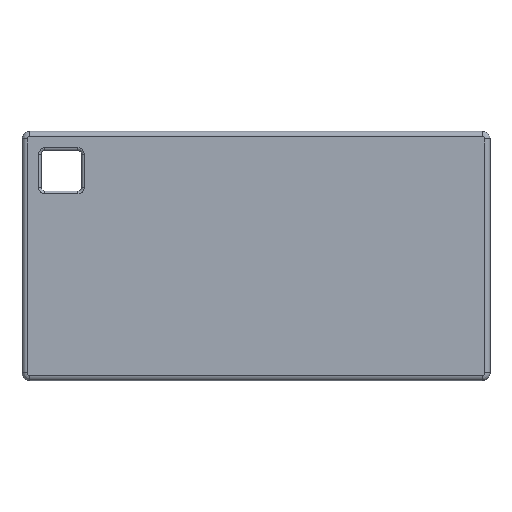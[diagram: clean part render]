
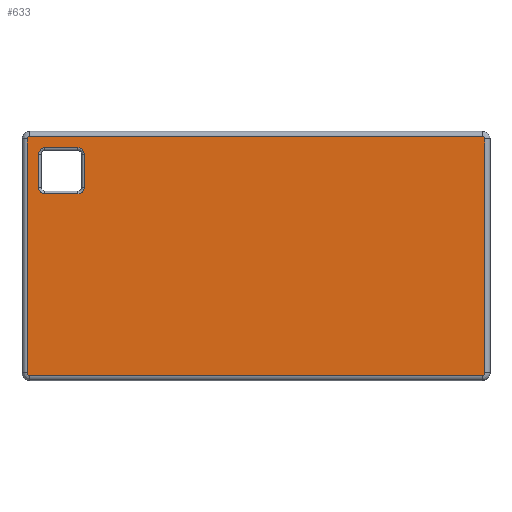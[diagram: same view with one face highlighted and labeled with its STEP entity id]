
A CAD part, top view. The second image highlights one B-rep face of the part: STEP entity #633.
In plain terms, the highlighted planar face has unit normal (0, 0, 1).
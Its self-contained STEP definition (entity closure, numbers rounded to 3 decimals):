
#127 = VERTEX_POINT('',#128);
#128 = CARTESIAN_POINT('',(-33.75,13.5,2.));
#137 = VERTEX_POINT('',#138);
#138 = CARTESIAN_POINT('',(-33.75,20.,2.));
#145 = EDGE_CURVE('',#127,#137,#146,.T.);
#146 = LINE('',#147,#148);
#147 = CARTESIAN_POINT('',(-33.75,13.5,2.));
#148 = VECTOR('',#149,1.);
#149 = DIRECTION('',(0.,1.,0.));
#586 = EDGE_CURVE('',#137,#587,#589,.T.);
#587 = VERTEX_POINT('',#588);
#588 = CARTESIAN_POINT('',(-35.,21.25,2.));
#589 = CIRCLE('',#590,1.25);
#590 = AXIS2_PLACEMENT_3D('',#591,#592,#593);
#591 = CARTESIAN_POINT('',(-35.,20.,2.));
#592 = DIRECTION('',(0.,0.,1.));
#593 = DIRECTION('',(1.,0.,0.));
#612 = VERTEX_POINT('',#613);
#613 = CARTESIAN_POINT('',(-35.,12.25,2.));
#620 = EDGE_CURVE('',#612,#127,#621,.T.);
#621 = CIRCLE('',#622,1.25);
#622 = AXIS2_PLACEMENT_3D('',#623,#624,#625);
#623 = CARTESIAN_POINT('',(-35.,13.5,2.));
#624 = DIRECTION('',(-0.,0.,1.));
#625 = DIRECTION('',(0.,-1.,0.));
#633 = ADVANCED_FACE('',(#634,#679),#749,.T.);
#634 = FACE_BOUND('',#635,.T.);
#635 = EDGE_LOOP('',(#636,#647,#653,#654,#655,#656,#664,#673));
#636 = ORIENTED_EDGE('',*,*,#637,.F.);
#637 = EDGE_CURVE('',#638,#640,#642,.T.);
#638 = VERTEX_POINT('',#639);
#639 = CARTESIAN_POINT('',(-41.5,21.25,2.));
#640 = VERTEX_POINT('',#641);
#641 = CARTESIAN_POINT('',(-42.75,20.,2.));
#642 = CIRCLE('',#643,1.25);
#643 = AXIS2_PLACEMENT_3D('',#644,#645,#646);
#644 = CARTESIAN_POINT('',(-41.5,20.,2.));
#645 = DIRECTION('',(0.,0.,1.));
#646 = DIRECTION('',(0.,1.,0.));
#647 = ORIENTED_EDGE('',*,*,#648,.F.);
#648 = EDGE_CURVE('',#587,#638,#649,.T.);
#649 = LINE('',#650,#651);
#650 = CARTESIAN_POINT('',(-35.,21.25,2.));
#651 = VECTOR('',#652,1.);
#652 = DIRECTION('',(-1.,0.,0.));
#653 = ORIENTED_EDGE('',*,*,#586,.F.);
#654 = ORIENTED_EDGE('',*,*,#145,.F.);
#655 = ORIENTED_EDGE('',*,*,#620,.F.);
#656 = ORIENTED_EDGE('',*,*,#657,.F.);
#657 = EDGE_CURVE('',#658,#612,#660,.T.);
#658 = VERTEX_POINT('',#659);
#659 = CARTESIAN_POINT('',(-41.5,12.25,2.));
#660 = LINE('',#661,#662);
#661 = CARTESIAN_POINT('',(-41.5,12.25,2.));
#662 = VECTOR('',#663,1.);
#663 = DIRECTION('',(1.,0.,0.));
#664 = ORIENTED_EDGE('',*,*,#665,.F.);
#665 = EDGE_CURVE('',#666,#658,#668,.T.);
#666 = VERTEX_POINT('',#667);
#667 = CARTESIAN_POINT('',(-42.75,13.5,2.));
#668 = CIRCLE('',#669,1.25);
#669 = AXIS2_PLACEMENT_3D('',#670,#671,#672);
#670 = CARTESIAN_POINT('',(-41.5,13.5,2.));
#671 = DIRECTION('',(0.,0.,1.));
#672 = DIRECTION('',(-1.,0.,0.));
#673 = ORIENTED_EDGE('',*,*,#674,.F.);
#674 = EDGE_CURVE('',#640,#666,#675,.T.);
#675 = LINE('',#676,#677);
#676 = CARTESIAN_POINT('',(-42.75,20.,2.));
#677 = VECTOR('',#678,1.);
#678 = DIRECTION('',(0.,-1.,0.));
#679 = FACE_BOUND('',#680,.T.);
#680 = EDGE_LOOP('',(#681,#691,#700,#708,#717,#725,#734,#742));
#681 = ORIENTED_EDGE('',*,*,#682,.T.);
#682 = EDGE_CURVE('',#683,#685,#687,.T.);
#683 = VERTEX_POINT('',#684);
#684 = CARTESIAN_POINT('',(-44.5,-23.5,2.));
#685 = VERTEX_POINT('',#686);
#686 = CARTESIAN_POINT('',(44.5,-23.5,2.));
#687 = LINE('',#688,#689);
#688 = CARTESIAN_POINT('',(-44.5,-23.5,2.));
#689 = VECTOR('',#690,1.);
#690 = DIRECTION('',(1.,0.,0.));
#691 = ORIENTED_EDGE('',*,*,#692,.T.);
#692 = EDGE_CURVE('',#685,#693,#695,.T.);
#693 = VERTEX_POINT('',#694);
#694 = CARTESIAN_POINT('',(45.,-23.,2.));
#695 = CIRCLE('',#696,0.5);
#696 = AXIS2_PLACEMENT_3D('',#697,#698,#699);
#697 = CARTESIAN_POINT('',(44.5,-23.,2.));
#698 = DIRECTION('',(-0.,0.,1.));
#699 = DIRECTION('',(0.,-1.,0.));
#700 = ORIENTED_EDGE('',*,*,#701,.T.);
#701 = EDGE_CURVE('',#693,#702,#704,.T.);
#702 = VERTEX_POINT('',#703);
#703 = CARTESIAN_POINT('',(45.,23.,2.));
#704 = LINE('',#705,#706);
#705 = CARTESIAN_POINT('',(45.,-23.,2.));
#706 = VECTOR('',#707,1.);
#707 = DIRECTION('',(0.,1.,0.));
#708 = ORIENTED_EDGE('',*,*,#709,.T.);
#709 = EDGE_CURVE('',#702,#710,#712,.T.);
#710 = VERTEX_POINT('',#711);
#711 = CARTESIAN_POINT('',(44.5,23.5,2.));
#712 = CIRCLE('',#713,0.5);
#713 = AXIS2_PLACEMENT_3D('',#714,#715,#716);
#714 = CARTESIAN_POINT('',(44.5,23.,2.));
#715 = DIRECTION('',(0.,0.,1.));
#716 = DIRECTION('',(1.,0.,0.));
#717 = ORIENTED_EDGE('',*,*,#718,.T.);
#718 = EDGE_CURVE('',#710,#719,#721,.T.);
#719 = VERTEX_POINT('',#720);
#720 = CARTESIAN_POINT('',(-44.5,23.5,2.));
#721 = LINE('',#722,#723);
#722 = CARTESIAN_POINT('',(44.5,23.5,2.));
#723 = VECTOR('',#724,1.);
#724 = DIRECTION('',(-1.,0.,0.));
#725 = ORIENTED_EDGE('',*,*,#726,.T.);
#726 = EDGE_CURVE('',#719,#727,#729,.T.);
#727 = VERTEX_POINT('',#728);
#728 = CARTESIAN_POINT('',(-45.,23.,2.));
#729 = CIRCLE('',#730,0.5);
#730 = AXIS2_PLACEMENT_3D('',#731,#732,#733);
#731 = CARTESIAN_POINT('',(-44.5,23.,2.));
#732 = DIRECTION('',(0.,0.,1.));
#733 = DIRECTION('',(0.,1.,0.));
#734 = ORIENTED_EDGE('',*,*,#735,.T.);
#735 = EDGE_CURVE('',#727,#736,#738,.T.);
#736 = VERTEX_POINT('',#737);
#737 = CARTESIAN_POINT('',(-45.,-23.,2.));
#738 = LINE('',#739,#740);
#739 = CARTESIAN_POINT('',(-45.,23.,2.));
#740 = VECTOR('',#741,1.);
#741 = DIRECTION('',(0.,-1.,0.));
#742 = ORIENTED_EDGE('',*,*,#743,.T.);
#743 = EDGE_CURVE('',#736,#683,#744,.T.);
#744 = CIRCLE('',#745,0.5);
#745 = AXIS2_PLACEMENT_3D('',#746,#747,#748);
#746 = CARTESIAN_POINT('',(-44.5,-23.,2.));
#747 = DIRECTION('',(0.,0.,1.));
#748 = DIRECTION('',(-1.,0.,0.));
#749 = PLANE('',#750);
#750 = AXIS2_PLACEMENT_3D('',#751,#752,#753);
#751 = CARTESIAN_POINT('',(0.,0.,2.));
#752 = DIRECTION('',(0.,0.,1.));
#753 = DIRECTION('',(1.,0.,0.));
